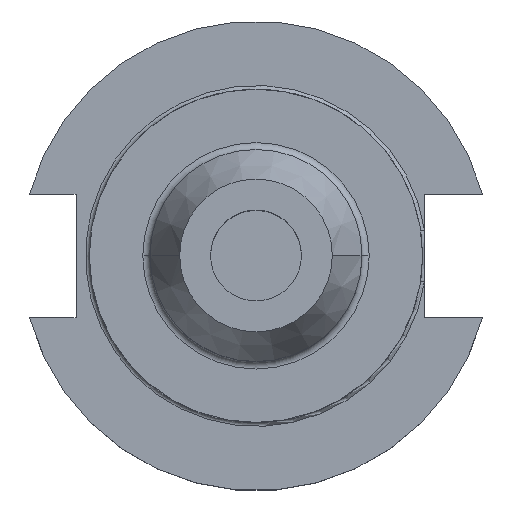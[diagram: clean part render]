
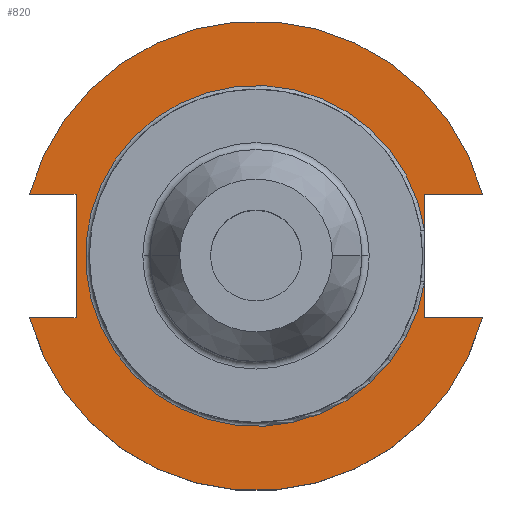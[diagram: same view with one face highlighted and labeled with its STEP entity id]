
A CAD part, top view. The second image highlights one B-rep face of the part: STEP entity #820.
In plain terms, the highlighted planar face has unit normal (0, 0, 1).
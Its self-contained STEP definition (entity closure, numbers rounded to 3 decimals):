
#1 = DIRECTION ( 'NONE',  ( 0., 1., 0. ) ) ;
#7 = VERTEX_POINT ( 'NONE', #675 ) ;
#49 = AXIS2_PLACEMENT_3D ( 'NONE', #698, #835, #554 ) ;
#72 = CARTESIAN_POINT ( 'NONE',  ( -37.719, 12.954, 19.05 ) ) ;
#97 = DIRECTION ( 'NONE',  ( -1., 0., 0. ) ) ;
#129 = LINE ( 'NONE', #1621, #1207 ) ;
#143 = CARTESIAN_POINT ( 'NONE',  ( -37.719, 12.954, 19.05 ) ) ;
#158 = EDGE_CURVE ( 'NONE', #1609, #567, #331, .T. ) ;
#213 = VERTEX_POINT ( 'NONE', #725 ) ;
#279 = VECTOR ( 'NONE', #1186, 1000. ) ;
#331 = CIRCLE ( 'NONE', #782, 49.212 ) ;
#332 = VERTEX_POINT ( 'NONE', #766 ) ;
#336 = CARTESIAN_POINT ( 'NONE',  ( 35.306, -12.954, 19.05 ) ) ;
#339 = VECTOR ( 'NONE', #1456, 1000. ) ;
#351 = CIRCLE ( 'NONE', #49, 49.212 ) ;
#381 = VECTOR ( 'NONE', #1, 1000. ) ;
#391 = ORIENTED_EDGE ( 'NONE', *, *, #1471, .F. ) ;
#445 = ORIENTED_EDGE ( 'NONE', *, *, #931, .F. ) ;
#457 = VERTEX_POINT ( 'NONE', #72 ) ;
#466 = ORIENTED_EDGE ( 'NONE', *, *, #920, .F. ) ;
#483 = CARTESIAN_POINT ( 'NONE',  ( 0., 0., 19.05 ) ) ;
#490 = DIRECTION ( 'NONE',  ( 0., 0., 1. ) ) ;
#498 = DIRECTION ( 'NONE',  ( 1., 0., 0. ) ) ;
#536 = EDGE_CURVE ( 'NONE', #332, #1325, #351, .T. ) ;
#548 = ORIENTED_EDGE ( 'NONE', *, *, #1067, .T. ) ;
#551 = LINE ( 'NONE', #143, #381 ) ;
#554 = DIRECTION ( 'NONE',  ( 1., 0., 0. ) ) ;
#567 = VERTEX_POINT ( 'NONE', #1009 ) ;
#592 = CARTESIAN_POINT ( 'NONE',  ( 35.306, 12.954, 19.05 ) ) ;
#663 = AXIS2_PLACEMENT_3D ( 'NONE', #1655, #792, #1289 ) ;
#675 = CARTESIAN_POINT ( 'NONE',  ( -37.719, -12.954, 19.05 ) ) ;
#698 = CARTESIAN_POINT ( 'NONE',  ( 0., 0., 19.05 ) ) ;
#725 = CARTESIAN_POINT ( 'NONE',  ( 35.306, 5.455, 19.05 ) ) ;
#731 = CARTESIAN_POINT ( 'NONE',  ( 35.306, 12.954, 19.05 ) ) ;
#755 = LINE ( 'NONE', #1191, #339 ) ;
#766 = CARTESIAN_POINT ( 'NONE',  ( 47.477, 12.954, 19.05 ) ) ;
#782 = AXIS2_PLACEMENT_3D ( 'NONE', #483, #490, #498 ) ;
#792 = DIRECTION ( 'NONE',  ( 0., 0., 1. ) ) ;
#820 = ADVANCED_FACE ( 'NONE', ( #1669 ), #1542, .T. ) ;
#835 = DIRECTION ( 'NONE',  ( 0., 0., 1. ) ) ;
#849 = VERTEX_POINT ( 'NONE', #1555 ) ;
#863 = ORIENTED_EDGE ( 'NONE', *, *, #1062, .F. ) ;
#906 = VECTOR ( 'NONE', #97, 1000. ) ;
#920 = EDGE_CURVE ( 'NONE', #7, #457, #551, .T. ) ;
#922 = VECTOR ( 'NONE', #1341, 1000. ) ;
#930 = CARTESIAN_POINT ( 'NONE',  ( -47.477, -12.954, 19.05 ) ) ;
#931 = EDGE_CURVE ( 'NONE', #849, #1249, #1059, .T. ) ;
#997 = ORIENTED_EDGE ( 'NONE', *, *, #1332, .F. ) ;
#1009 = CARTESIAN_POINT ( 'NONE',  ( 47.477, -12.954, 19.05 ) ) ;
#1059 = LINE ( 'NONE', #731, #1770 ) ;
#1062 = EDGE_CURVE ( 'NONE', #1261, #213, #1330, .T. ) ;
#1067 = EDGE_CURVE ( 'NONE', #849, #213, #1648, .T. ) ;
#1121 = EDGE_CURVE ( 'NONE', #457, #1325, #129, .T. ) ;
#1137 = EDGE_LOOP ( 'NONE', ( #445, #548, #863, #997, #1630, #1424, #466, #391, #1145, #1199 ) ) ;
#1145 = ORIENTED_EDGE ( 'NONE', *, *, #158, .T. ) ;
#1164 = CARTESIAN_POINT ( 'NONE',  ( 35.306, -12.954, 19.05 ) ) ;
#1186 = DIRECTION ( 'NONE',  ( 1., 0., 0. ) ) ;
#1191 = CARTESIAN_POINT ( 'NONE',  ( -63.719, -12.954, 19.05 ) ) ;
#1199 = ORIENTED_EDGE ( 'NONE', *, *, #1210, .F. ) ;
#1207 = VECTOR ( 'NONE', #1599, 1000. ) ;
#1210 = EDGE_CURVE ( 'NONE', #1249, #567, #1761, .T. ) ;
#1249 = VERTEX_POINT ( 'NONE', #336 ) ;
#1261 = VERTEX_POINT ( 'NONE', #1566 ) ;
#1289 = DIRECTION ( 'NONE',  ( 1., 0., 0. ) ) ;
#1325 = VERTEX_POINT ( 'NONE', #1592 ) ;
#1330 = LINE ( 'NONE', #1334, #922 ) ;
#1332 = EDGE_CURVE ( 'NONE', #332, #1261, #1640, .T. ) ;
#1334 = CARTESIAN_POINT ( 'NONE',  ( 35.306, 12.954, 19.05 ) ) ;
#1341 = DIRECTION ( 'NONE',  ( 0., -1., 0. ) ) ;
#1363 = DIRECTION ( 'NONE',  ( 0., -1., 0. ) ) ;
#1424 = ORIENTED_EDGE ( 'NONE', *, *, #1121, .F. ) ;
#1456 = DIRECTION ( 'NONE',  ( 1., 0., 0. ) ) ;
#1463 = CARTESIAN_POINT ( 'NONE',  ( 0., 0., 19.05 ) ) ;
#1471 = EDGE_CURVE ( 'NONE', #1609, #7, #755, .T. ) ;
#1480 = DIRECTION ( 'NONE',  ( 0., 0., -1. ) ) ;
#1488 = DIRECTION ( 'NONE',  ( 1., 0., 0. ) ) ;
#1542 = PLANE ( 'NONE',  #663 ) ;
#1555 = CARTESIAN_POINT ( 'NONE',  ( 35.306, -5.455, 19.05 ) ) ;
#1561 = AXIS2_PLACEMENT_3D ( 'NONE', #1463, #1480, #1488 ) ;
#1566 = CARTESIAN_POINT ( 'NONE',  ( 35.306, 12.954, 19.05 ) ) ;
#1592 = CARTESIAN_POINT ( 'NONE',  ( -47.477, 12.954, 19.05 ) ) ;
#1599 = DIRECTION ( 'NONE',  ( -1., 0., 0. ) ) ;
#1609 = VERTEX_POINT ( 'NONE', #930 ) ;
#1621 = CARTESIAN_POINT ( 'NONE',  ( -63.719, 12.954, 19.05 ) ) ;
#1630 = ORIENTED_EDGE ( 'NONE', *, *, #536, .T. ) ;
#1640 = LINE ( 'NONE', #592, #906 ) ;
#1648 = CIRCLE ( 'NONE', #1561, 35.725 ) ;
#1655 = CARTESIAN_POINT ( 'NONE',  ( 0., 49.212, 19.05 ) ) ;
#1669 = FACE_OUTER_BOUND ( 'NONE', #1137, .T. ) ;
#1761 = LINE ( 'NONE', #1164, #279 ) ;
#1770 = VECTOR ( 'NONE', #1363, 1000. ) ;
